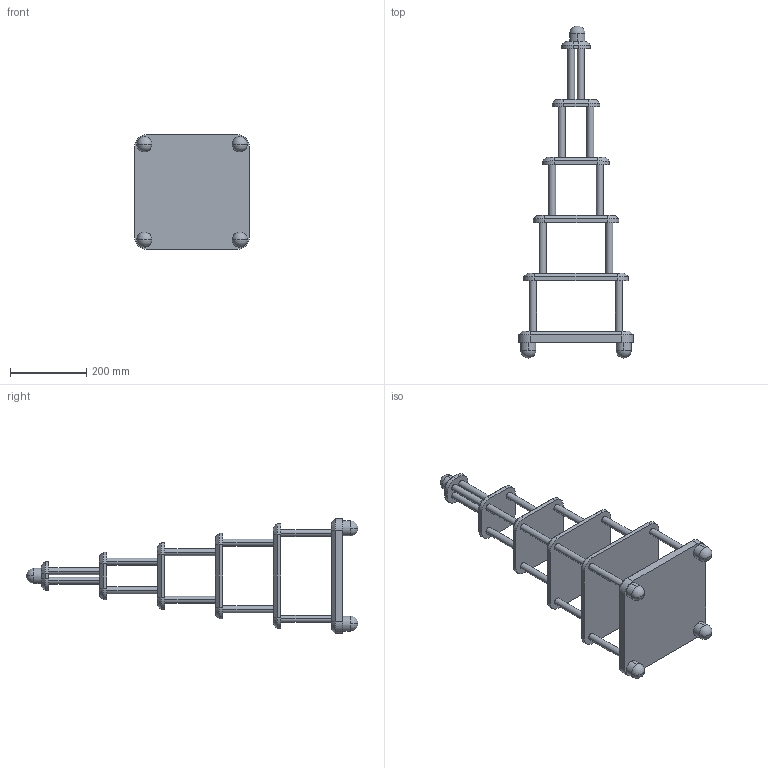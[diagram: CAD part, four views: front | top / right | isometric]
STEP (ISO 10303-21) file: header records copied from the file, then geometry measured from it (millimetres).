
FILE_DESCRIPTION (( 'STEP AP203' ), '1' );
FILE_NAME ('Assem2.STEP', '2025-05-07T18:05:55', ( '' ), ( '' ), 'SwSTEP 2.0', 'SolidWorks 2023', '' );
FILE_SCHEMA (( 'CONFIG_CONTROL_DESIGN' ));
Length unit declared in the file: millimetre
Products named in the file (9): Cad skill 7 part 3; Cad skill 7 part 1; Cad skill 7 part 5; Cad skill 7 part 2; Cad skill 7 part 4; Assem2; Cad skill 7 part 6; Cad skill 7 part 8; Cad skill 7 part 7
Assembly tree (31 placements, depth 2):
  Assem2
    Cad skill 7 part 1
    Cad skill 7 part 7  x20
    Cad skill 7 part 2
    Cad skill 7 part 3
    Cad skill 7 part 4
    Cad skill 7 part 5
    Cad skill 7 part 8  x5
    Cad skill 7 part 6
Bounding box: 300 x 870 x 300 mm (x, y, z)
Volume: 6816894.4 mm3; surface area: 824204.3 mm2
Topology: 31 solids, 31 shells, 578 faces, 1240 edges, 714 vertices
Faces by surface type: cylinder 254, cone 164, plane 150, sphere 10
Entity records: 11023 total; most frequent: DIRECTION 1840, CARTESIAN_POINT 1566, ORIENTED_EDGE 1468, EDGE_CURVE 734, AXIS2_PLACEMENT_3D 716, VERTEX_POINT 442, VECTOR 408, LINE 408
